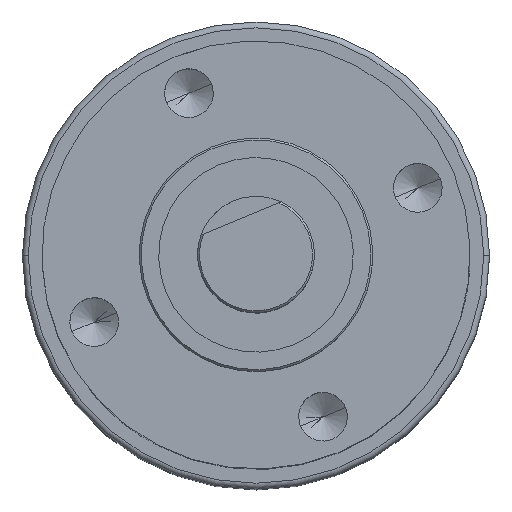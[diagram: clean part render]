
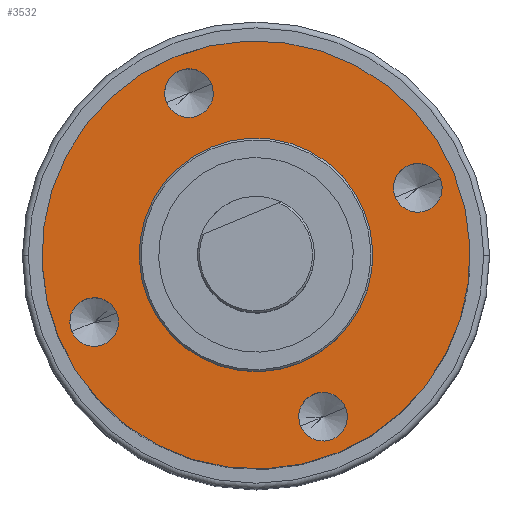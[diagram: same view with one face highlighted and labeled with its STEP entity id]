
A CAD part, top view. The second image highlights one B-rep face of the part: STEP entity #3532.
In plain terms, the highlighted face is planar.
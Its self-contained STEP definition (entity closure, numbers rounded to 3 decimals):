
#66 = FACE_BOUND ( 'NONE', #340, .T. ) ;
#118 = CARTESIAN_POINT ( 'NONE',  ( 1.25, -9., 0. ) ) ;
#134 = AXIS2_PLACEMENT_3D ( 'NONE', #715, #3127, #252 ) ;
#207 = CARTESIAN_POINT ( 'NONE',  ( -9., 0., 0. ) ) ;
#222 = CIRCLE ( 'NONE', #2800, 11. ) ;
#252 = DIRECTION ( 'NONE',  ( 1., 0., 0. ) ) ;
#339 = CARTESIAN_POINT ( 'NONE',  ( 0., 0., 0. ) ) ;
#340 = EDGE_LOOP ( 'NONE', ( #3261, #1421 ) ) ;
#350 = DIRECTION ( 'NONE',  ( 0., 0., 1. ) ) ;
#372 = CARTESIAN_POINT ( 'NONE',  ( -9., 0., 0. ) ) ;
#449 = VERTEX_POINT ( 'NONE', #118 ) ;
#507 = ORIENTED_EDGE ( 'NONE', *, *, #5458, .F. ) ;
#634 = CARTESIAN_POINT ( 'NONE',  ( 7.75, 0., 0. ) ) ;
#700 = DIRECTION ( 'NONE',  ( -1., 0., 0. ) ) ;
#715 = CARTESIAN_POINT ( 'NONE',  ( 0., 0., 0. ) ) ;
#787 = EDGE_CURVE ( 'NONE', #1393, #5418, #2507, .T. ) ;
#798 = CARTESIAN_POINT ( 'NONE',  ( 0., 9., 0. ) ) ;
#823 = DIRECTION ( 'NONE',  ( 1., 0., 0. ) ) ;
#853 = DIRECTION ( 'NONE',  ( -1., 0., 0. ) ) ;
#966 = EDGE_CURVE ( 'NONE', #4624, #2473, #1296, .T. ) ;
#1000 = CARTESIAN_POINT ( 'NONE',  ( 0., 0., 0. ) ) ;
#1100 = CARTESIAN_POINT ( 'NONE',  ( 1.25, 9., 0. ) ) ;
#1202 = DIRECTION ( 'NONE',  ( 0., 0., -1. ) ) ;
#1287 = DIRECTION ( 'NONE',  ( -1., 0., 0. ) ) ;
#1296 = CIRCLE ( 'NONE', #2751, 11. ) ;
#1347 = FACE_BOUND ( 'NONE', #3070, .T. ) ;
#1393 = VERTEX_POINT ( 'NONE', #3281 ) ;
#1402 = DIRECTION ( 'NONE',  ( 0., 0., -1. ) ) ;
#1421 = ORIENTED_EDGE ( 'NONE', *, *, #3483, .F. ) ;
#1486 = DIRECTION ( 'NONE',  ( 1., 0., 0. ) ) ;
#1489 = EDGE_LOOP ( 'NONE', ( #507, #2107 ) ) ;
#1679 = PLANE ( 'NONE',  #134 ) ;
#1748 = ORIENTED_EDGE ( 'NONE', *, *, #4308, .T. ) ;
#1818 = DIRECTION ( 'NONE',  ( 0., 0., 1. ) ) ;
#1836 = DIRECTION ( 'NONE',  ( 0., 0., -1. ) ) ;
#1908 = AXIS2_PLACEMENT_3D ( 'NONE', #4083, #1202, #4564 ) ;
#1979 = EDGE_CURVE ( 'NONE', #3418, #3524, #3989, .T. ) ;
#2097 = DIRECTION ( 'NONE',  ( 0., 0., -1. ) ) ;
#2107 = ORIENTED_EDGE ( 'NONE', *, *, #2193, .F. ) ;
#2160 = AXIS2_PLACEMENT_3D ( 'NONE', #798, #4169, #1287 ) ;
#2193 = EDGE_CURVE ( 'NONE', #5345, #3005, #3380, .T. ) ;
#2219 = EDGE_CURVE ( 'NONE', #2473, #4624, #222, .T. ) ;
#2338 = VERTEX_POINT ( 'NONE', #4846 ) ;
#2473 = VERTEX_POINT ( 'NONE', #5433 ) ;
#2484 = CIRCLE ( 'NONE', #1908, 1.25 ) ;
#2507 = CIRCLE ( 'NONE', #4477, 1.25 ) ;
#2555 = AXIS2_PLACEMENT_3D ( 'NONE', #4691, #1818, #5163 ) ;
#2595 = CARTESIAN_POINT ( 'NONE',  ( -7.75, 0., 0. ) ) ;
#2710 = EDGE_CURVE ( 'NONE', #6141, #2338, #4147, .T. ) ;
#2729 = DIRECTION ( 'NONE',  ( 0., 0., -1. ) ) ;
#2751 = AXIS2_PLACEMENT_3D ( 'NONE', #1000, #4370, #1486 ) ;
#2800 = AXIS2_PLACEMENT_3D ( 'NONE', #339, #3697, #823 ) ;
#2813 = EDGE_CURVE ( 'NONE', #3115, #449, #4972, .T. ) ;
#2862 = ORIENTED_EDGE ( 'NONE', *, *, #1979, .F. ) ;
#3005 = VERTEX_POINT ( 'NONE', #6061 ) ;
#3051 = EDGE_LOOP ( 'NONE', ( #4408, #5977 ) ) ;
#3070 = EDGE_LOOP ( 'NONE', ( #2862, #5456 ) ) ;
#3115 = VERTEX_POINT ( 'NONE', #5202 ) ;
#3127 = DIRECTION ( 'NONE',  ( 0., 0., 1. ) ) ;
#3220 = CARTESIAN_POINT ( 'NONE',  ( 0., 0., 0. ) ) ;
#3261 = ORIENTED_EDGE ( 'NONE', *, *, #787, .F. ) ;
#3281 = CARTESIAN_POINT ( 'NONE',  ( -10.25, 0., 0. ) ) ;
#3380 = CIRCLE ( 'NONE', #2160, 1.25 ) ;
#3393 = CIRCLE ( 'NONE', #5692, 6. ) ;
#3418 = VERTEX_POINT ( 'NONE', #634 ) ;
#3483 = EDGE_CURVE ( 'NONE', #5418, #1393, #3905, .T. ) ;
#3524 = VERTEX_POINT ( 'NONE', #4080 ) ;
#3532 = ADVANCED_FACE ( 'NONE', ( #5339, #66, #1347, #6143, #4887, #3597 ), #1679, .F. ) ;
#3569 = DIRECTION ( 'NONE',  ( 0., 0., -1. ) ) ;
#3597 = FACE_OUTER_BOUND ( 'NONE', #3051, .T. ) ;
#3603 = ORIENTED_EDGE ( 'NONE', *, *, #2813, .F. ) ;
#3697 = DIRECTION ( 'NONE',  ( 0., 0., 1. ) ) ;
#3704 = DIRECTION ( 'NONE',  ( 1., 0., 0. ) ) ;
#3726 = DIRECTION ( 'NONE',  ( 0., 0., -1. ) ) ;
#3874 = AXIS2_PLACEMENT_3D ( 'NONE', #4971, #2097, #5452 ) ;
#3905 = CIRCLE ( 'NONE', #4455, 1.25 ) ;
#3989 = CIRCLE ( 'NONE', #3874, 1.25 ) ;
#4046 = AXIS2_PLACEMENT_3D ( 'NONE', #4703, #1836, #5179 ) ;
#4080 = CARTESIAN_POINT ( 'NONE',  ( 10.25, 0., 0. ) ) ;
#4083 = CARTESIAN_POINT ( 'NONE',  ( 0., 9., 0. ) ) ;
#4147 = CIRCLE ( 'NONE', #2555, 6. ) ;
#4169 = DIRECTION ( 'NONE',  ( 0., 0., -1. ) ) ;
#4291 = CARTESIAN_POINT ( 'NONE',  ( 0., -9., 0. ) ) ;
#4308 = EDGE_CURVE ( 'NONE', #2338, #6141, #3393, .T. ) ;
#4370 = DIRECTION ( 'NONE',  ( 0., 0., 1. ) ) ;
#4408 = ORIENTED_EDGE ( 'NONE', *, *, #966, .F. ) ;
#4442 = CIRCLE ( 'NONE', #4046, 1.25 ) ;
#4455 = AXIS2_PLACEMENT_3D ( 'NONE', #207, #3569, #700 ) ;
#4470 = AXIS2_PLACEMENT_3D ( 'NONE', #5593, #2729, #6058 ) ;
#4477 = AXIS2_PLACEMENT_3D ( 'NONE', #372, #3726, #853 ) ;
#4564 = DIRECTION ( 'NONE',  ( -1., 0., 0. ) ) ;
#4624 = VERTEX_POINT ( 'NONE', #4790 ) ;
#4691 = CARTESIAN_POINT ( 'NONE',  ( 0., 0., 0. ) ) ;
#4703 = CARTESIAN_POINT ( 'NONE',  ( 0., -9., 0. ) ) ;
#4772 = DIRECTION ( 'NONE',  ( -1., 0., 0. ) ) ;
#4790 = CARTESIAN_POINT ( 'NONE',  ( -11., 0., 0. ) ) ;
#4846 = CARTESIAN_POINT ( 'NONE',  ( -6., 0., 0. ) ) ;
#4887 = FACE_BOUND ( 'NONE', #5261, .T. ) ;
#4890 = CIRCLE ( 'NONE', #4470, 1.25 ) ;
#4971 = CARTESIAN_POINT ( 'NONE',  ( 9., 0., 0. ) ) ;
#4972 = CIRCLE ( 'NONE', #5135, 1.25 ) ;
#5074 = EDGE_CURVE ( 'NONE', #449, #3115, #4442, .T. ) ;
#5080 = CARTESIAN_POINT ( 'NONE',  ( 6., 0., 0. ) ) ;
#5085 = ORIENTED_EDGE ( 'NONE', *, *, #2710, .T. ) ;
#5135 = AXIS2_PLACEMENT_3D ( 'NONE', #4291, #1402, #4772 ) ;
#5163 = DIRECTION ( 'NONE',  ( 1., 0., 0. ) ) ;
#5179 = DIRECTION ( 'NONE',  ( -1., 0., 0. ) ) ;
#5202 = CARTESIAN_POINT ( 'NONE',  ( -1.25, -9., 0. ) ) ;
#5261 = EDGE_LOOP ( 'NONE', ( #5085, #1748 ) ) ;
#5339 = FACE_BOUND ( 'NONE', #1489, .T. ) ;
#5345 = VERTEX_POINT ( 'NONE', #1100 ) ;
#5418 = VERTEX_POINT ( 'NONE', #2595 ) ;
#5433 = CARTESIAN_POINT ( 'NONE',  ( 11., 0., 0. ) ) ;
#5452 = DIRECTION ( 'NONE',  ( -1., 0., 0. ) ) ;
#5456 = ORIENTED_EDGE ( 'NONE', *, *, #5543, .F. ) ;
#5458 = EDGE_CURVE ( 'NONE', #3005, #5345, #2484, .T. ) ;
#5543 = EDGE_CURVE ( 'NONE', #3524, #3418, #4890, .T. ) ;
#5593 = CARTESIAN_POINT ( 'NONE',  ( 9., 0., 0. ) ) ;
#5692 = AXIS2_PLACEMENT_3D ( 'NONE', #3220, #350, #3704 ) ;
#5977 = ORIENTED_EDGE ( 'NONE', *, *, #2219, .F. ) ;
#6036 = ORIENTED_EDGE ( 'NONE', *, *, #5074, .F. ) ;
#6058 = DIRECTION ( 'NONE',  ( -1., 0., 0. ) ) ;
#6061 = CARTESIAN_POINT ( 'NONE',  ( -1.25, 9., 0. ) ) ;
#6133 = EDGE_LOOP ( 'NONE', ( #3603, #6036 ) ) ;
#6141 = VERTEX_POINT ( 'NONE', #5080 ) ;
#6143 = FACE_BOUND ( 'NONE', #6133, .T. ) ;
